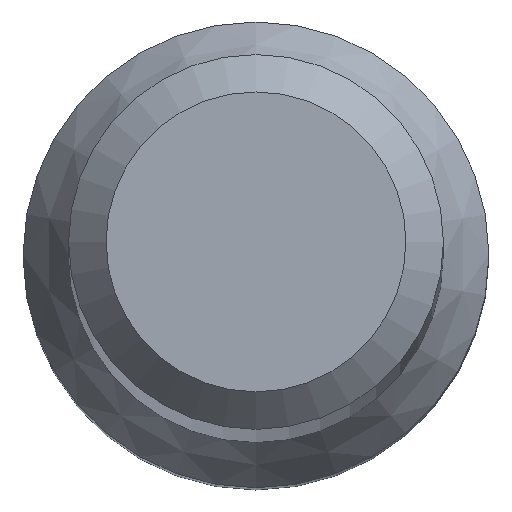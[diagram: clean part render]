
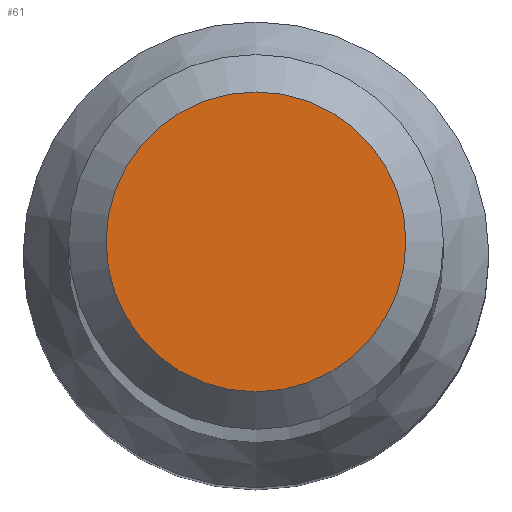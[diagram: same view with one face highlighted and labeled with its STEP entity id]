
A CAD part, top view. The second image highlights one B-rep face of the part: STEP entity #61.
In plain terms, the highlighted planar face has unit normal (0, 0, 1).
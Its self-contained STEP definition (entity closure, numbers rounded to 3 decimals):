
#19 = CARTESIAN_POINT ( 'NONE',  ( 0., 0., 70. ) ) ;
#21 = FACE_OUTER_BOUND ( 'NONE', #223, .T. ) ;
#51 = AXIS2_PLACEMENT_3D ( 'NONE', #143, #162, #216 ) ;
#61 = ADVANCED_FACE ( 'NONE', ( #21 ), #98, .T. ) ;
#89 = CARTESIAN_POINT ( 'NONE',  ( 0., 1.2, 70. ) ) ;
#98 = PLANE ( 'NONE',  #195 ) ;
#103 = VERTEX_POINT ( 'NONE', #89 ) ;
#143 = CARTESIAN_POINT ( 'NONE',  ( 0., 0., 70. ) ) ;
#162 = DIRECTION ( 'NONE',  ( 0., 0., -1. ) ) ;
#195 = AXIS2_PLACEMENT_3D ( 'NONE', #19, #207, #210 ) ;
#207 = DIRECTION ( 'NONE',  ( 0., 0., 1. ) ) ;
#210 = DIRECTION ( 'NONE',  ( 0., -1., 0. ) ) ;
#216 = DIRECTION ( 'NONE',  ( 0., 1., 0. ) ) ;
#223 = EDGE_LOOP ( 'NONE', ( #224 ) ) ;
#224 = ORIENTED_EDGE ( 'NONE', *, *, #240, .F. ) ;
#240 = EDGE_CURVE ( 'NONE', #103, #103, #242, .T. ) ;
#242 = CIRCLE ( 'NONE', #51, 1.2 ) ;
